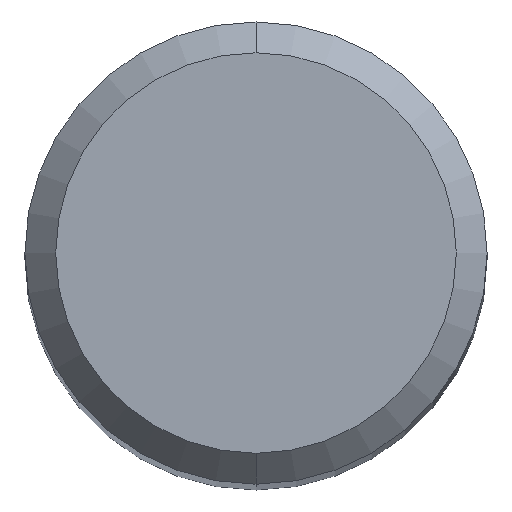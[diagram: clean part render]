
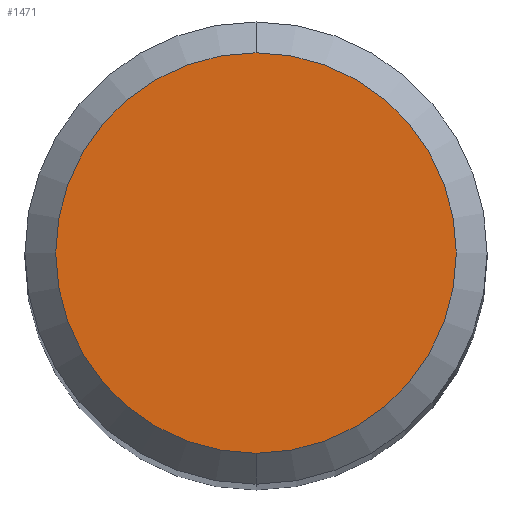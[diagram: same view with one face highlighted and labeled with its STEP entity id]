
A CAD part, top view. The second image highlights one B-rep face of the part: STEP entity #1471.
In plain terms, the highlighted planar face has unit normal (0, 0, 1).
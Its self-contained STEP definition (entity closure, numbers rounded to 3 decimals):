
#595=EDGE_CURVE('',#1369,#1377,#1690,.T.);
#1369=VERTEX_POINT('',#2540);
#1377=VERTEX_POINT('',#2548);
#1471=ADVANCED_FACE('',(#2649),#2650,.T.);
#1575=EDGE_CURVE('',#1377,#1369,#2758,.T.);
#1690=CIRCLE('',#2969,2.6);
#2540=CARTESIAN_POINT('',(0.,-2.6,0.0));
#2548=CARTESIAN_POINT('',(0.0,2.6,0.0));
#2649=FACE_OUTER_BOUND('',#12606,.T.);
#2650=PLANE('',#12607);
#2758=CIRCLE('',#13076,2.6);
#2969=AXIS2_PLACEMENT_3D('',#14008,#14009,#14010);
#12606=EDGE_LOOP('',(#14989,#14990));
#12607=AXIS2_PLACEMENT_3D('',#14991,#14992,#14993);
#13076=AXIS2_PLACEMENT_3D('',#15059,#15060,#15061);
#14008=CARTESIAN_POINT('',(0.0,0.0,0.0));
#14009=DIRECTION('',(0.0,0.0,-1.0));
#14010=DIRECTION('',(0.0,1.0,0.0));
#14989=ORIENTED_EDGE('',*,*,#1575,.F.);
#14990=ORIENTED_EDGE('',*,*,#595,.F.);
#14991=CARTESIAN_POINT('',(0.0,1.3,0.0));
#14992=DIRECTION('',(-0.0,0.0,1.0));
#14993=DIRECTION('',(0.0,-1.0,0.0));
#15059=CARTESIAN_POINT('',(0.0,0.0,0.0));
#15060=DIRECTION('',(0.0,0.0,-1.0));
#15061=DIRECTION('',(0.0,1.0,0.0));
